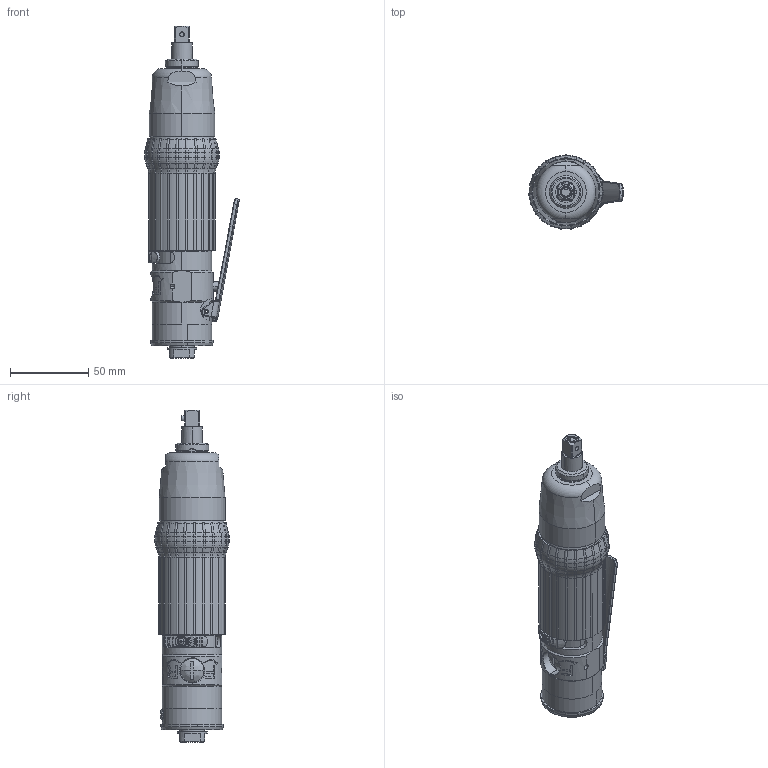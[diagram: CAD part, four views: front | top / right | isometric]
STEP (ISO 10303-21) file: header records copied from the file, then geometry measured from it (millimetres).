
FILE_DESCRIPTION((''),'2;1');
FILE_NAME('EXT_COMP_SW0008','2021-07-15T13:15:47',('INEdipo'),(''),'CREO PARAMETRIC BY PTC INC, 2020281','CREO PARAMETRIC BY PTC INC, 2020281','');
FILE_SCHEMA(('CONFIG_CONTROL_DESIGN'));
Length unit declared in the file: inch
Products named in the file (1): EXT_COMP_SW0008
Bounding box: 60.39 x 47.39 x 212 mm (x, y, z)
Volume: 238231.9 mm3; surface area: 35126.2 mm2
Topology: 2 solids, 2 shells, 826 faces, 1902 edges, 1108 vertices
Faces by surface type: cylinder 276, torus 194, plane 165, cone 116, bspline 71, sphere 4
Entity records: 30477 total; most frequent: CARTESIAN_POINT 12575, ORIENTED_EDGE 3788, DIRECTION 3723, EDGE_CURVE 1894, AXIS2_PLACEMENT_3D 1625, VERTEX_POINT 1108, EDGE_LOOP 870, CIRCLE 870
